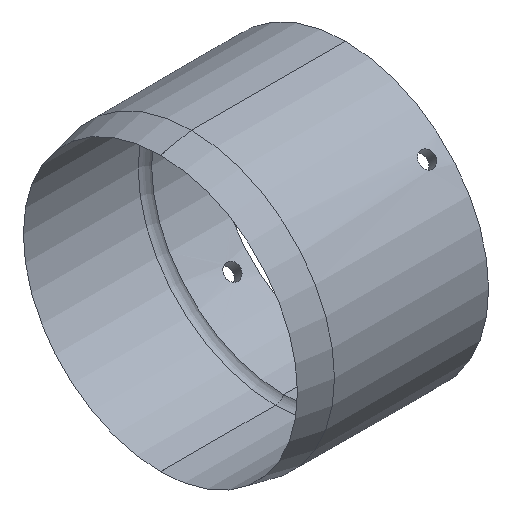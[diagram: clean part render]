
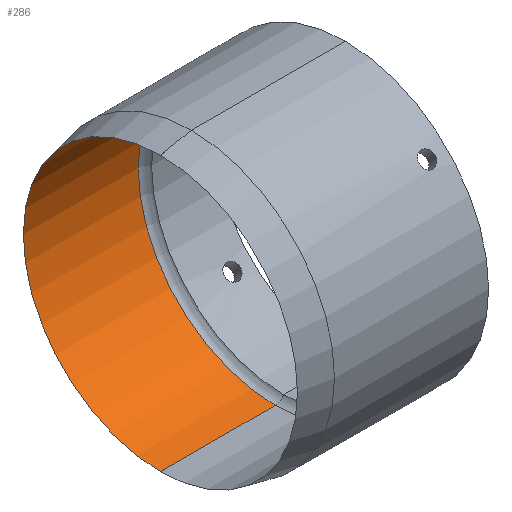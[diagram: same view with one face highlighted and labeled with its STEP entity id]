
A CAD part, isometric view. The second image highlights one B-rep face of the part: STEP entity #286.
In plain terms, the highlighted cylindrical face has radius 44.45 mm (diameter 88.9 mm), a partial arc.
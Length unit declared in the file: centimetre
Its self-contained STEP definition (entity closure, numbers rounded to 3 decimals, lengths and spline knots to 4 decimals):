
#45 = EDGE_CURVE ( 'NONE', #984, #84, #604, .T. ) ;
#52 = LINE ( 'NONE', #376, #195 ) ;
#60 = CARTESIAN_POINT ( 'NONE',  ( 0., 0., 0. ) ) ;
#84 = VERTEX_POINT ( 'NONE', #476 ) ;
#125 = VERTEX_POINT ( 'NONE', #727 ) ;
#150 = EDGE_CURVE ( 'NONE', #984, #125, #394, .T. ) ;
#171 = ORIENTED_EDGE ( 'NONE', *, *, #780, .T. ) ;
#195 = VECTOR ( 'NONE', #298, 100. ) ;
#214 = CYLINDRICAL_SURFACE ( 'NONE', #826, 4.445 ) ;
#258 = CIRCLE ( 'NONE', #302, 4.445 ) ;
#286 = ADVANCED_FACE ( 'NONE', ( #866 ), #214, .F. ) ;
#298 = DIRECTION ( 'NONE',  ( -1., 0., 0. ) ) ;
#302 = AXIS2_PLACEMENT_3D ( 'NONE', #811, #643, #478 ) ;
#345 = DIRECTION ( 'NONE',  ( 1., 0., 0. ) ) ;
#356 = ORIENTED_EDGE ( 'NONE', *, *, #45, .F. ) ;
#376 = CARTESIAN_POINT ( 'NONE',  ( 0., 0., 4.445 ) ) ;
#394 = CIRCLE ( 'NONE', #762, 4.445 ) ;
#455 = EDGE_CURVE ( 'NONE', #125, #492, #52, .T. ) ;
#476 = CARTESIAN_POINT ( 'NONE',  ( 0., 0., -4.445 ) ) ;
#478 = DIRECTION ( 'NONE',  ( 0., 0., 1. ) ) ;
#492 = VERTEX_POINT ( 'NONE', #1063 ) ;
#504 = EDGE_LOOP ( 'NONE', ( #356, #913, #1019, #171 ) ) ;
#519 = CARTESIAN_POINT ( 'NONE',  ( 3.7229, 0., 0. ) ) ;
#522 = DIRECTION ( 'NONE',  ( -1., 0., 0. ) ) ;
#604 = LINE ( 'NONE', #928, #609 ) ;
#609 = VECTOR ( 'NONE', #522, 100. ) ;
#643 = DIRECTION ( 'NONE',  ( -1., 0., 0. ) ) ;
#684 = DIRECTION ( 'NONE',  ( 0., 0., -1. ) ) ;
#727 = CARTESIAN_POINT ( 'NONE',  ( 3.7229, 0., 4.445 ) ) ;
#762 = AXIS2_PLACEMENT_3D ( 'NONE', #519, #345, #684 ) ;
#780 = EDGE_CURVE ( 'NONE', #492, #84, #258, .T. ) ;
#811 = CARTESIAN_POINT ( 'NONE',  ( 0., 0., 0. ) ) ;
#826 = AXIS2_PLACEMENT_3D ( 'NONE', #60, #1035, #955 ) ;
#866 = FACE_OUTER_BOUND ( 'NONE', #504, .T. ) ;
#913 = ORIENTED_EDGE ( 'NONE', *, *, #150, .T. ) ;
#928 = CARTESIAN_POINT ( 'NONE',  ( 0., 0., -4.445 ) ) ;
#955 = DIRECTION ( 'NONE',  ( 0., 0., 1. ) ) ;
#984 = VERTEX_POINT ( 'NONE', #1007 ) ;
#1007 = CARTESIAN_POINT ( 'NONE',  ( 3.7229, 0., -4.445 ) ) ;
#1019 = ORIENTED_EDGE ( 'NONE', *, *, #455, .T. ) ;
#1035 = DIRECTION ( 'NONE',  ( -1., 0., 0. ) ) ;
#1063 = CARTESIAN_POINT ( 'NONE',  ( 0., 0., 4.445 ) ) ;
